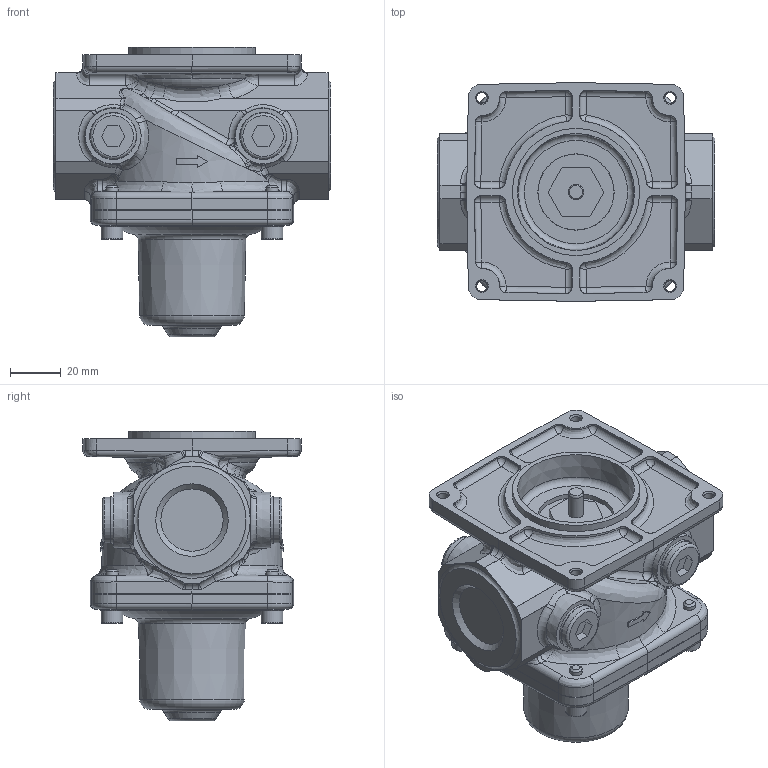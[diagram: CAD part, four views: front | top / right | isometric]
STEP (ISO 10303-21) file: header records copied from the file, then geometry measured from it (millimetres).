
FILE_DESCRIPTION(/* description */ (''),/* implementation_level */ '2;1');
FILE_NAME(/* name */ 'VGG10.204.stp',/* time_stamp */ '2016-11-08T10:41:12+01:00',/* author */ (''),/* organization */ (''),/* preprocessor_version */ 'ST-DEVELOPER v15',/* originating_system */ 'SIEMENS PLM Software NX 8.5',/* authorisation */ '');
FILE_SCHEMA (('AUTOMOTIVE_DESIGN { 1 0 10303 214 3 1 1 1 }'));
Length unit declared in the file: millimetre
Products named in the file (1): ront17488AE5bcy3
Bounding box: 109 x 86 x 114 mm (x, y, z)
Volume: 413563.1 mm3; surface area: 54020.4 mm2
Topology: 1 solids, 1 shells, 623 faces, 1474 edges, 864 vertices
Faces by surface type: plane 199, bspline 179, cylinder 150, cone 34, sphere 32, torus 29
Full cylindrical faces by diameter (mm): 4.2 x4, 4.826 x4, 6 x1, 8.5 x4, 9 x4, 18 x4, 18.5 x4, 50 x1
Entity records: 25192 total; most frequent: CARTESIAN_POINT 8019, ORIENTED_EDGE 2692, DIRECTION 2492, EDGE_CURVE 1346, AXIS2_PLACEMENT_3D 996, VERTEX_POINT 838, EDGE_LOOP 744, PRESENTATION_STYLE_ASSIGNMENT 624
